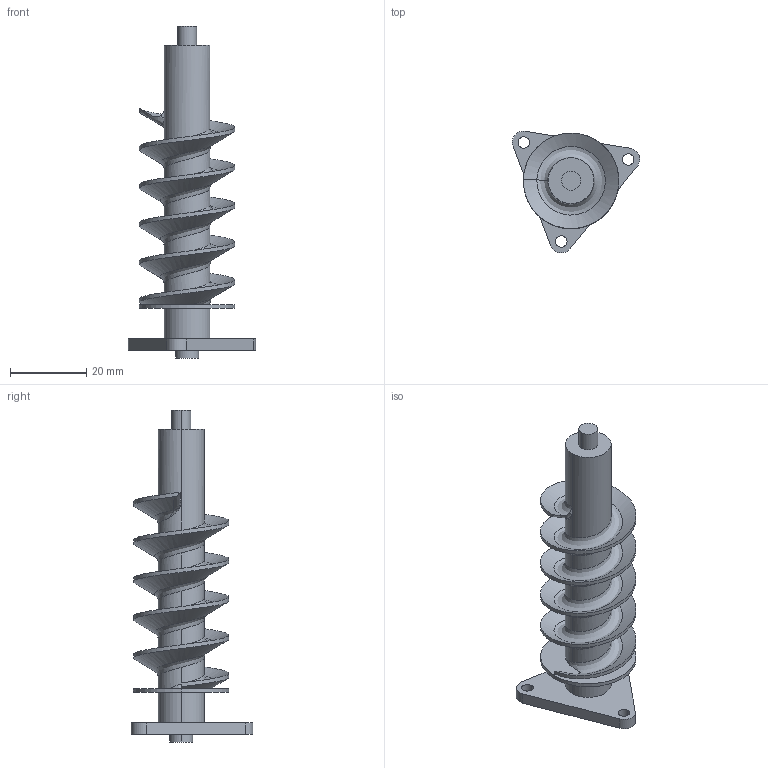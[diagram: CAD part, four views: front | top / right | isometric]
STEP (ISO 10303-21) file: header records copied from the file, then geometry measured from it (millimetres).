
FILE_DESCRIPTION (( 'STEP AP214' ), '1' );
FILE_NAME ('Water Pump int.STEP', '2023-04-24T17:08:57', ( '' ), ( '' ), 'SwSTEP 2.0', 'SolidWorks 2017', '' );
FILE_SCHEMA (( 'AUTOMOTIVE_DESIGN' ));
Length unit declared in the file: millimetre
Products named in the file (1): Water Pump int
Bounding box: 33.35 x 31.91 x 87 mm (x, y, z)
Volume: 13466.1 mm3; surface area: 9364.3 mm2
Topology: 1 solids, 1 shells, 49 faces, 123 edges, 81 vertices
Faces by surface type: cylinder 30, plane 12, bspline 7
Entity records: 8622 total; most frequent: CARTESIAN_POINT 7462, ORIENTED_EDGE 246, DIRECTION 212, EDGE_CURVE 123, AXIS2_PLACEMENT_3D 84, VERTEX_POINT 81, EDGE_LOOP 60, ADVANCED_FACE 49
